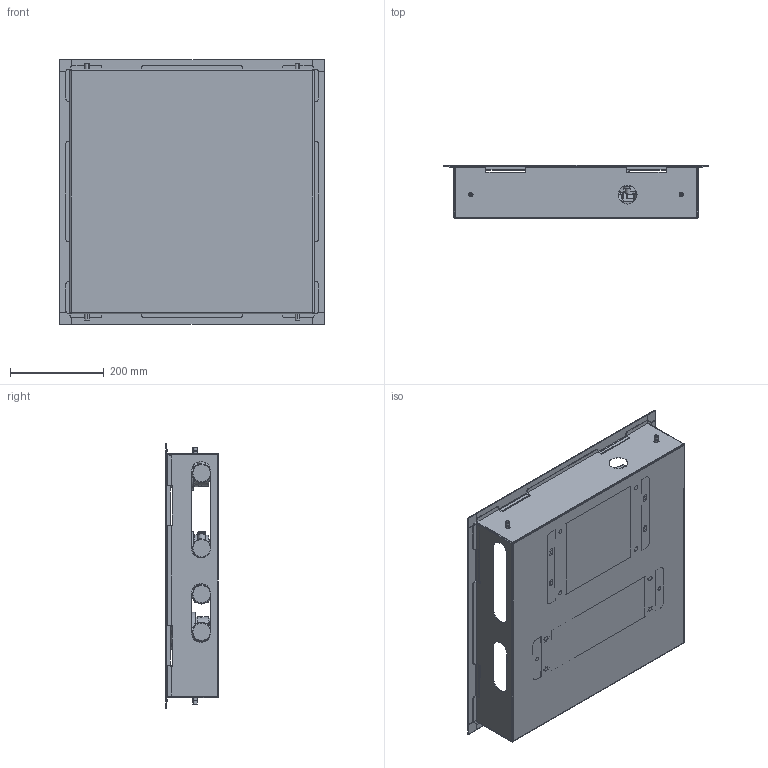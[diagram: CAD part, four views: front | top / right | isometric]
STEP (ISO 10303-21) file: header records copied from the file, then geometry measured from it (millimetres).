
FILE_DESCRIPTION (( 'STEP AP214' ), '1' );
FILE_NAME ('DCH2-DCE2XXX.STEP', '2022-09-16T07:09:27', ( '' ), ( '' ), 'SwSTEP 2.0', 'SolidWorks 2021', '' );
FILE_SCHEMA (( 'AUTOMOTIVE_DESIGN' ));
Length unit declared in the file: millimetre
Products named in the file (17): 3420000342_defeature; 210100STR_defeature; Energia_MH2; DCH2-DCE2XXX; 3113851010 Nipples 1 M-M con 2 O-Ring_defeature; 2131101P_defeature; WMT20-20AF; F21N-25_defeature; 3428870042_BIM_defeature; Rami Sanitari_2R; 3427770077_BIM; 21311MF_defeature; Assieme 10C_defeature; Piastra_defeature; Sontex 0739-130_MHB_defeature; 3260056703_defeature; 3427770045_BIM_2R
Assembly tree (21 placements, depth 4):
  DCH2-DCE2XXX
    3260056703_defeature
    Energia_MH2
      3428870042_BIM_defeature
      3427770077_BIM
        21311MF_defeature
        Sontex 0739-130_MHB_defeature
        2131101P_defeature
        3113851010 Nipples 1 M-M con 2 O-Ring_defeature
        F21N-25_defeature
        Assieme 10C_defeature
    Rami Sanitari_2R
      3427770045_BIM_2R
        Piastra_defeature
        210100STR_defeature  x4
        3420000342_defeature  x2
      WMT20-20AF  x2
Bounding box: 564 x 112.4 x 564 mm (x, y, z)
Volume: 3385841.4 mm3; surface area: 1807775.5 mm2
Topology: 40 solids, 45 shells, 5609 faces, 13987 edges, 8430 vertices
Faces by surface type: plane 1726, cylinder 1470, bspline 1217, torus 556, cone 444, sphere 196
Entity records: 202726 total; most frequent: CARTESIAN_POINT 67551, ORIENTED_EDGE 21569, DIRECTION 19096, EDGE_CURVE 10796, AXIS2_PLACEMENT_3D 7495, VERTEX_POINT 6633, EDGE_LOOP 4532, ADVANCED_FACE 4351
